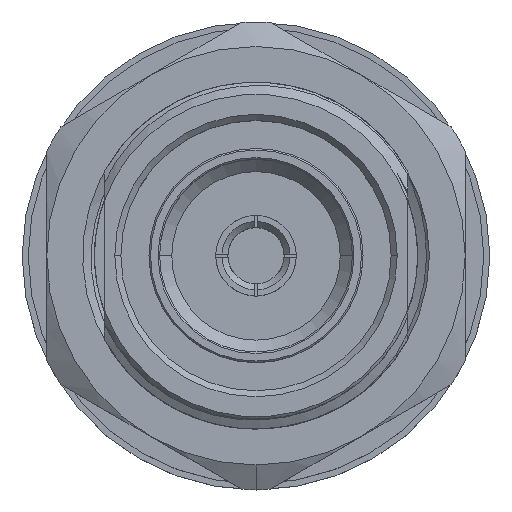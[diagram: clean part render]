
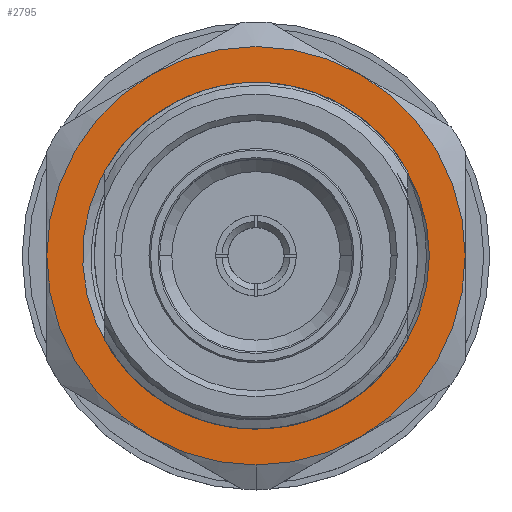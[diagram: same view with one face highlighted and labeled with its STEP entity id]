
A CAD part, top view. The second image highlights one B-rep face of the part: STEP entity #2795.
In plain terms, the highlighted planar face has unit normal (0, 0, 1).
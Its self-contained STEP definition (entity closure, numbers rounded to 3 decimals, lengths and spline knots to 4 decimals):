
#32 = CARTESIAN_POINT ( 'NONE',  ( 0.3445, 0.5967, -0.3334 ) ) ;
#485 = AXIS2_PLACEMENT_3D ( 'NONE', #20397, #15107, #54860 ) ;
#533 = AXIS2_PLACEMENT_3D ( 'NONE', #33533, #14004, #13678 ) ;
#2388 = EDGE_CURVE ( 'NONE', #56496, #41518, #10174, .T. ) ;
#2734 = DIRECTION ( 'NONE',  ( 0., 0., 1. ) ) ;
#2795 = ADVANCED_FACE ( 'NONE', ( #50914, #45945 ), #26055, .T. ) ;
#2896 = CIRCLE ( 'NONE', #57845, 0.689 ) ;
#2937 = EDGE_CURVE ( 'NONE', #43912, #27671, #56655, .T. ) ;
#5096 = DIRECTION ( 'NONE',  ( 0., -1., 0. ) ) ;
#7257 = VERTEX_POINT ( 'NONE', #22292 ) ;
#7364 = ORIENTED_EDGE ( 'NONE', *, *, #53073, .T. ) ;
#7380 = CARTESIAN_POINT ( 'NONE',  ( 0., 0., -0.3334 ) ) ;
#8328 = CARTESIAN_POINT ( 'NONE',  ( 0., 0., -0.3334 ) ) ;
#10030 = VERTEX_POINT ( 'NONE', #32 ) ;
#10174 = CIRCLE ( 'NONE', #57692, 0.689 ) ;
#10286 = CARTESIAN_POINT ( 'NONE',  ( -0.689, 0., -0.3334 ) ) ;
#11185 = DIRECTION ( 'NONE',  ( 0., -1., 0. ) ) ;
#13678 = DIRECTION ( 'NONE',  ( 0., -1., 0. ) ) ;
#13934 = DIRECTION ( 'NONE',  ( 0., -1., 0. ) ) ;
#14004 = DIRECTION ( 'NONE',  ( 0., 0., 1. ) ) ;
#14687 = DIRECTION ( 'NONE',  ( 0., -1., 0. ) ) ;
#15002 = DIRECTION ( 'NONE',  ( 0., 0., 1. ) ) ;
#15107 = DIRECTION ( 'NONE',  ( 0., 0., 1. ) ) ;
#17978 = EDGE_CURVE ( 'NONE', #29590, #56496, #50233, .T. ) ;
#19544 = DIRECTION ( 'NONE',  ( 0., 0., 1. ) ) ;
#19715 = VERTEX_POINT ( 'NONE', #40938 ) ;
#20397 = CARTESIAN_POINT ( 'NONE',  ( 0., 0., -0.3334 ) ) ;
#20457 = CARTESIAN_POINT ( 'NONE',  ( 0., 0., -0.3334 ) ) ;
#21835 = CARTESIAN_POINT ( 'NONE',  ( 0., 0., -0.3334 ) ) ;
#22292 = CARTESIAN_POINT ( 'NONE',  ( 0.689, 0., -0.3334 ) ) ;
#23221 = DIRECTION ( 'NONE',  ( 0., -1., 0. ) ) ;
#24083 = ORIENTED_EDGE ( 'NONE', *, *, #2388, .T. ) ;
#25371 = ORIENTED_EDGE ( 'NONE', *, *, #46481, .T. ) ;
#26055 = PLANE ( 'NONE',  #54538 ) ;
#26156 = CARTESIAN_POINT ( 'NONE',  ( 0., 0.5709, -0.3334 ) ) ;
#27204 = AXIS2_PLACEMENT_3D ( 'NONE', #7380, #2734, #23221 ) ;
#27671 = VERTEX_POINT ( 'NONE', #26156 ) ;
#28010 = AXIS2_PLACEMENT_3D ( 'NONE', #21835, #41384, #57265 ) ;
#28031 = CARTESIAN_POINT ( 'NONE',  ( 0., 0., -0.3334 ) ) ;
#29052 = CIRCLE ( 'NONE', #533, 0.5709 ) ;
#29257 = CARTESIAN_POINT ( 'NONE',  ( 0., 0., -0.3334 ) ) ;
#29590 = VERTEX_POINT ( 'NONE', #10286 ) ;
#32999 = DIRECTION ( 'NONE',  ( 0., 0., 1. ) ) ;
#33204 = ORIENTED_EDGE ( 'NONE', *, *, #48219, .T. ) ;
#33533 = CARTESIAN_POINT ( 'NONE',  ( 0., 0., -0.3334 ) ) ;
#34387 = DIRECTION ( 'NONE',  ( 0., 0., 1. ) ) ;
#35467 = AXIS2_PLACEMENT_3D ( 'NONE', #40965, #19544, #13934 ) ;
#35743 = VERTEX_POINT ( 'NONE', #44509 ) ;
#37786 = ORIENTED_EDGE ( 'NONE', *, *, #17978, .T. ) ;
#39559 = EDGE_CURVE ( 'NONE', #61860, #43912, #52875, .T. ) ;
#40172 = CARTESIAN_POINT ( 'NONE',  ( -0.3445, -0.5967, -0.3334 ) ) ;
#40492 = CARTESIAN_POINT ( 'NONE',  ( 0., 0., -0.3334 ) ) ;
#40656 = DIRECTION ( 'NONE',  ( 0., -1., 0. ) ) ;
#40938 = CARTESIAN_POINT ( 'NONE',  ( -0.3445, 0.5967, -0.3334 ) ) ;
#40965 = CARTESIAN_POINT ( 'NONE',  ( 0., 0., -0.3334 ) ) ;
#40977 = ORIENTED_EDGE ( 'NONE', *, *, #62860, .F. ) ;
#41384 = DIRECTION ( 'NONE',  ( 0., 0., 1. ) ) ;
#41518 = VERTEX_POINT ( 'NONE', #59400 ) ;
#43077 = DIRECTION ( 'NONE',  ( 0., -1., 0. ) ) ;
#43372 = CARTESIAN_POINT ( 'NONE',  ( -0.4037, 0.4037, -0.3334 ) ) ;
#43912 = VERTEX_POINT ( 'NONE', #55750 ) ;
#44509 = CARTESIAN_POINT ( 'NONE',  ( 0.3445, -0.5967, -0.3334 ) ) ;
#44888 = AXIS2_PLACEMENT_3D ( 'NONE', #20457, #34387, #40656 ) ;
#45945 = FACE_OUTER_BOUND ( 'NONE', #47099, .T. ) ;
#46481 = EDGE_CURVE ( 'NONE', #35743, #7257, #63130, .T. ) ;
#46973 = CIRCLE ( 'NONE', #485, 0.689 ) ;
#47099 = EDGE_LOOP ( 'NONE', ( #24083, #49426, #25371, #33204, #7364, #59127, #37786 ) ) ;
#47150 = ORIENTED_EDGE ( 'NONE', *, *, #39559, .F. ) ;
#48219 = EDGE_CURVE ( 'NONE', #7257, #10030, #2896, .T. ) ;
#49365 = DIRECTION ( 'NONE',  ( 0., 0., 1. ) ) ;
#49426 = ORIENTED_EDGE ( 'NONE', *, *, #53564, .T. ) ;
#50233 = CIRCLE ( 'NONE', #28010, 0.689 ) ;
#50914 = FACE_BOUND ( 'NONE', #53517, .T. ) ;
#51524 = AXIS2_PLACEMENT_3D ( 'NONE', #29257, #15002, #14687 ) ;
#51877 = ORIENTED_EDGE ( 'NONE', *, *, #2937, .F. ) ;
#52267 = CIRCLE ( 'NONE', #44888, 0.689 ) ;
#52875 = CIRCLE ( 'NONE', #53903, 0.5709 ) ;
#53073 = EDGE_CURVE ( 'NONE', #10030, #19715, #64210, .T. ) ;
#53207 = DIRECTION ( 'NONE',  ( 0., -1., 0. ) ) ;
#53517 = EDGE_LOOP ( 'NONE', ( #47150, #40977, #51877 ) ) ;
#53564 = EDGE_CURVE ( 'NONE', #41518, #35743, #52267, .T. ) ;
#53903 = AXIS2_PLACEMENT_3D ( 'NONE', #40492, #60359, #5096 ) ;
#54538 = AXIS2_PLACEMENT_3D ( 'NONE', #64894, #49365, #11185 ) ;
#54860 = DIRECTION ( 'NONE',  ( 0., -1., 0. ) ) ;
#55750 = CARTESIAN_POINT ( 'NONE',  ( 0., -0.5709, -0.3334 ) ) ;
#56496 = VERTEX_POINT ( 'NONE', #40172 ) ;
#56655 = CIRCLE ( 'NONE', #35467, 0.5709 ) ;
#57218 = EDGE_CURVE ( 'NONE', #19715, #29590, #46973, .T. ) ;
#57265 = DIRECTION ( 'NONE',  ( 0., -1., 0. ) ) ;
#57692 = AXIS2_PLACEMENT_3D ( 'NONE', #8328, #64242, #43077 ) ;
#57845 = AXIS2_PLACEMENT_3D ( 'NONE', #28031, #32999, #53207 ) ;
#59127 = ORIENTED_EDGE ( 'NONE', *, *, #57218, .T. ) ;
#59400 = CARTESIAN_POINT ( 'NONE',  ( 0., -0.689, -0.3334 ) ) ;
#60359 = DIRECTION ( 'NONE',  ( 0., 0., 1. ) ) ;
#61860 = VERTEX_POINT ( 'NONE', #43372 ) ;
#62860 = EDGE_CURVE ( 'NONE', #27671, #61860, #29052, .T. ) ;
#63130 = CIRCLE ( 'NONE', #51524, 0.689 ) ;
#64210 = CIRCLE ( 'NONE', #27204, 0.689 ) ;
#64242 = DIRECTION ( 'NONE',  ( 0., 0., 1. ) ) ;
#64894 = CARTESIAN_POINT ( 'NONE',  ( -0.689, 0.3978, -0.3334 ) ) ;
